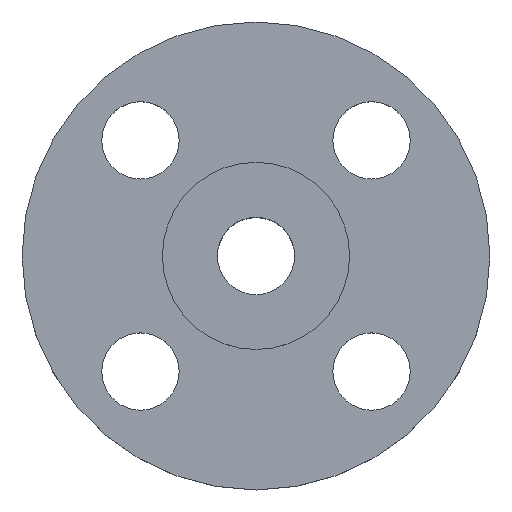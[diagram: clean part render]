
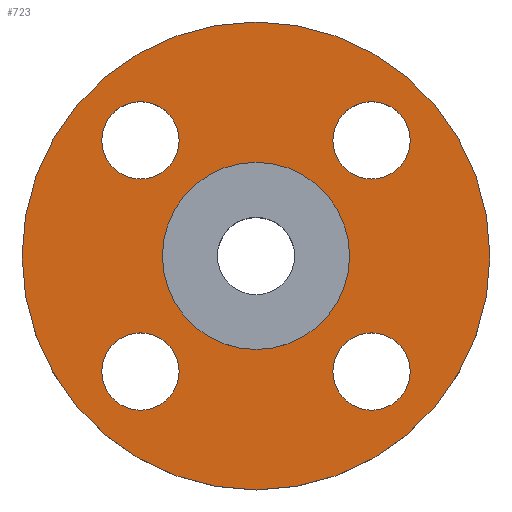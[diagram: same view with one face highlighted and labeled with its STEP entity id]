
A CAD part, top view. The second image highlights one B-rep face of the part: STEP entity #723.
In plain terms, the highlighted planar face has unit normal (0, 0, 1).
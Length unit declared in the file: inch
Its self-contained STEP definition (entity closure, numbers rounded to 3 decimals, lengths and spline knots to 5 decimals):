
#2 = DIRECTION ( 'NONE',  ( 1., 0., 0. ) ) ;
#16 = EDGE_LOOP ( 'NONE', ( #564, #529 ) ) ;
#22 = DIRECTION ( 'NONE',  ( 0., 1., 0. ) ) ;
#28 = EDGE_CURVE ( 'NONE', #340, #763, #542, .T. ) ;
#34 = CIRCLE ( 'NONE', #129, 1.875 ) ;
#39 = DIRECTION ( 'NONE',  ( 0., 0., 1. ) ) ;
#52 = ORIENTED_EDGE ( 'NONE', *, *, #118, .F. ) ;
#55 = CIRCLE ( 'NONE', #443, 1.875 ) ;
#66 = DIRECTION ( 'NONE',  ( 0., 0., 1. ) ) ;
#83 = EDGE_CURVE ( 'NONE', #392, #557, #710, .T. ) ;
#93 = AXIS2_PLACEMENT_3D ( 'NONE', #670, #413, #98 ) ;
#97 = DIRECTION ( 'NONE',  ( 0., 0., 1. ) ) ;
#98 = DIRECTION ( 'NONE',  ( 0., 1., 0. ) ) ;
#101 = CARTESIAN_POINT ( 'NONE',  ( -0.92631, 0.92631, 0. ) ) ;
#103 = DIRECTION ( 'NONE',  ( 1., 0., 0. ) ) ;
#108 = EDGE_LOOP ( 'NONE', ( #618, #752 ) ) ;
#113 = VERTEX_POINT ( 'NONE', #603 ) ;
#118 = EDGE_CURVE ( 'NONE', #736, #311, #182, .T. ) ;
#129 = AXIS2_PLACEMENT_3D ( 'NONE', #481, #222, #357 ) ;
#133 = ORIENTED_EDGE ( 'NONE', *, *, #750, .F. ) ;
#143 = CARTESIAN_POINT ( 'NONE',  ( 0.92631, -1.23631, 0. ) ) ;
#151 = AXIS2_PLACEMENT_3D ( 'NONE', #272, #66, #646 ) ;
#180 = ORIENTED_EDGE ( 'NONE', *, *, #731, .T. ) ;
#182 = CIRCLE ( 'NONE', #503, 0.75 ) ;
#202 = DIRECTION ( 'NONE',  ( 0., 0., 1. ) ) ;
#217 = CIRCLE ( 'NONE', #93, 0.31 ) ;
#220 = DIRECTION ( 'NONE',  ( 0., -1., 0. ) ) ;
#222 = DIRECTION ( 'NONE',  ( 0., 0., 1. ) ) ;
#224 = CARTESIAN_POINT ( 'NONE',  ( -0.75, 0., 0. ) ) ;
#225 = AXIS2_PLACEMENT_3D ( 'NONE', #260, #536, #541 ) ;
#228 = DIRECTION ( 'NONE',  ( 0., 0., 1. ) ) ;
#233 = CIRCLE ( 'NONE', #797, 0.31 ) ;
#234 = CARTESIAN_POINT ( 'NONE',  ( -1.23631, -0.92631, 0. ) ) ;
#255 = CARTESIAN_POINT ( 'NONE',  ( -0.61631, -0.92631, 0. ) ) ;
#260 = CARTESIAN_POINT ( 'NONE',  ( -0.92631, -0.92631, 0. ) ) ;
#269 = CARTESIAN_POINT ( 'NONE',  ( -1.875, 0., 0. ) ) ;
#272 = CARTESIAN_POINT ( 'NONE',  ( -0.92631, -0.92631, 0. ) ) ;
#281 = DIRECTION ( 'NONE',  ( 0., 0., 1. ) ) ;
#293 = AXIS2_PLACEMENT_3D ( 'NONE', #101, #228, #22 ) ;
#299 = FACE_BOUND ( 'NONE', #702, .T. ) ;
#311 = VERTEX_POINT ( 'NONE', #388 ) ;
#313 = EDGE_LOOP ( 'NONE', ( #570, #334 ) ) ;
#334 = ORIENTED_EDGE ( 'NONE', *, *, #705, .F. ) ;
#340 = VERTEX_POINT ( 'NONE', #255 ) ;
#343 = CARTESIAN_POINT ( 'NONE',  ( 0., 0., 0. ) ) ;
#345 = DIRECTION ( 'NONE',  ( 0., 0., 1. ) ) ;
#347 = PLANE ( 'NONE',  #622 ) ;
#351 = CARTESIAN_POINT ( 'NONE',  ( 0., 0., 0. ) ) ;
#352 = FACE_OUTER_BOUND ( 'NONE', #458, .T. ) ;
#354 = DIRECTION ( 'NONE',  ( 0., 0., 1. ) ) ;
#356 = ORIENTED_EDGE ( 'NONE', *, *, #588, .F. ) ;
#357 = DIRECTION ( 'NONE',  ( 1., 0., 0. ) ) ;
#358 = CIRCLE ( 'NONE', #225, 0.31 ) ;
#361 = CARTESIAN_POINT ( 'NONE',  ( 0., 0., 0. ) ) ;
#365 = DIRECTION ( 'NONE',  ( 1., 0., 0. ) ) ;
#388 = CARTESIAN_POINT ( 'NONE',  ( 0.75, 0., 0. ) ) ;
#390 = CARTESIAN_POINT ( 'NONE',  ( 1.23631, 0.92631, 0. ) ) ;
#392 = VERTEX_POINT ( 'NONE', #545 ) ;
#396 = CARTESIAN_POINT ( 'NONE',  ( 0.92631, 0.92631, 0. ) ) ;
#398 = DIRECTION ( 'NONE',  ( 1., 0., 0. ) ) ;
#401 = AXIS2_PLACEMENT_3D ( 'NONE', #396, #776, #398 ) ;
#410 = CIRCLE ( 'NONE', #724, 0.75 ) ;
#413 = DIRECTION ( 'NONE',  ( 0., 0., 1. ) ) ;
#414 = EDGE_CURVE ( 'NONE', #491, #595, #233, .T. ) ;
#432 = EDGE_CURVE ( 'NONE', #113, #590, #55, .T. ) ;
#443 = AXIS2_PLACEMENT_3D ( 'NONE', #361, #97, #365 ) ;
#449 = CARTESIAN_POINT ( 'NONE',  ( -0.92631, 0.61631, 0. ) ) ;
#457 = ORIENTED_EDGE ( 'NONE', *, *, #432, .T. ) ;
#458 = EDGE_LOOP ( 'NONE', ( #457, #180 ) ) ;
#461 = EDGE_LOOP ( 'NONE', ( #133, #730 ) ) ;
#477 = FACE_BOUND ( 'NONE', #16, .T. ) ;
#481 = CARTESIAN_POINT ( 'NONE',  ( 0., 0., 0. ) ) ;
#491 = VERTEX_POINT ( 'NONE', #390 ) ;
#493 = VERTEX_POINT ( 'NONE', #449 ) ;
#497 = VERTEX_POINT ( 'NONE', #576 ) ;
#501 = CIRCLE ( 'NONE', #802, 0.31 ) ;
#503 = AXIS2_PLACEMENT_3D ( 'NONE', #351, #39, #661 ) ;
#510 = CARTESIAN_POINT ( 'NONE',  ( 0.61631, 0.92631, 0. ) ) ;
#529 = ORIENTED_EDGE ( 'NONE', *, *, #28, .F. ) ;
#536 = DIRECTION ( 'NONE',  ( 0., 0., 1. ) ) ;
#538 = FACE_BOUND ( 'NONE', #461, .T. ) ;
#541 = DIRECTION ( 'NONE',  ( -1., 0., 0. ) ) ;
#542 = CIRCLE ( 'NONE', #151, 0.31 ) ;
#545 = CARTESIAN_POINT ( 'NONE',  ( 0.92631, -0.61631, 0. ) ) ;
#549 = AXIS2_PLACEMENT_3D ( 'NONE', #606, #345, #597 ) ;
#553 = DIRECTION ( 'NONE',  ( 0., 0., 1. ) ) ;
#555 = CARTESIAN_POINT ( 'NONE',  ( 0.92631, 0.92631, 0. ) ) ;
#557 = VERTEX_POINT ( 'NONE', #143 ) ;
#564 = ORIENTED_EDGE ( 'NONE', *, *, #654, .F. ) ;
#566 = EDGE_CURVE ( 'NONE', #595, #491, #678, .T. ) ;
#570 = ORIENTED_EDGE ( 'NONE', *, *, #747, .F. ) ;
#576 = CARTESIAN_POINT ( 'NONE',  ( -0.92631, 1.23631, 0. ) ) ;
#588 = EDGE_CURVE ( 'NONE', #311, #736, #410, .T. ) ;
#590 = VERTEX_POINT ( 'NONE', #269 ) ;
#595 = VERTEX_POINT ( 'NONE', #510 ) ;
#597 = DIRECTION ( 'NONE',  ( 0., -1., 0. ) ) ;
#603 = CARTESIAN_POINT ( 'NONE',  ( 1.875, 0., 0. ) ) ;
#605 = DIRECTION ( 'NONE',  ( 1., 0., 0. ) ) ;
#606 = CARTESIAN_POINT ( 'NONE',  ( 0.92631, -0.92631, 0. ) ) ;
#618 = ORIENTED_EDGE ( 'NONE', *, *, #414, .F. ) ;
#622 = AXIS2_PLACEMENT_3D ( 'NONE', #343, #553, #605 ) ;
#646 = DIRECTION ( 'NONE',  ( -1., 0., 0. ) ) ;
#654 = EDGE_CURVE ( 'NONE', #763, #340, #358, .T. ) ;
#661 = DIRECTION ( 'NONE',  ( 1., 0., 0. ) ) ;
#670 = CARTESIAN_POINT ( 'NONE',  ( -0.92631, 0.92631, 0. ) ) ;
#678 = CIRCLE ( 'NONE', #401, 0.31 ) ;
#702 = EDGE_LOOP ( 'NONE', ( #52, #356 ) ) ;
#705 = EDGE_CURVE ( 'NONE', #493, #497, #217, .T. ) ;
#710 = CIRCLE ( 'NONE', #549, 0.31 ) ;
#723 = ADVANCED_FACE ( 'NONE', ( #538, #477, #785, #732, #299, #352 ), #347, .T. ) ;
#724 = AXIS2_PLACEMENT_3D ( 'NONE', #767, #202, #2 ) ;
#730 = ORIENTED_EDGE ( 'NONE', *, *, #83, .F. ) ;
#731 = EDGE_CURVE ( 'NONE', #590, #113, #34, .T. ) ;
#732 = FACE_BOUND ( 'NONE', #108, .T. ) ;
#736 = VERTEX_POINT ( 'NONE', #224 ) ;
#746 = CIRCLE ( 'NONE', #293, 0.31 ) ;
#747 = EDGE_CURVE ( 'NONE', #497, #493, #746, .T. ) ;
#750 = EDGE_CURVE ( 'NONE', #557, #392, #501, .T. ) ;
#752 = ORIENTED_EDGE ( 'NONE', *, *, #566, .F. ) ;
#763 = VERTEX_POINT ( 'NONE', #234 ) ;
#767 = CARTESIAN_POINT ( 'NONE',  ( 0., 0., 0. ) ) ;
#776 = DIRECTION ( 'NONE',  ( 0., 0., 1. ) ) ;
#785 = FACE_BOUND ( 'NONE', #313, .T. ) ;
#796 = CARTESIAN_POINT ( 'NONE',  ( 0.92631, -0.92631, 0. ) ) ;
#797 = AXIS2_PLACEMENT_3D ( 'NONE', #555, #354, #103 ) ;
#802 = AXIS2_PLACEMENT_3D ( 'NONE', #796, #281, #220 ) ;
